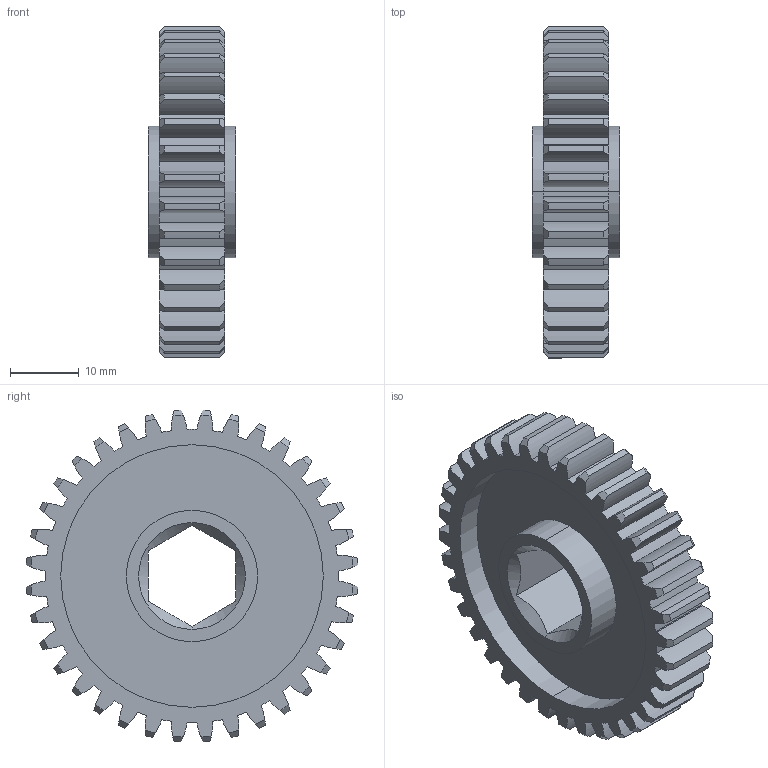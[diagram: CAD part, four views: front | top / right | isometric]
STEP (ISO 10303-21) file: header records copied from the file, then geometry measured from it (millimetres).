
FILE_DESCRIPTION (( 'STEP AP203' ), '1' );
FILE_NAME ('am-3816 36T 20DP 500hex 375 FW.STEP', '2022-06-22T19:47:28', ( '' ), ( '' ), 'SwSTEP 2.0', 'SolidWorks 2021', '' );
FILE_SCHEMA (( 'CONFIG_CONTROL_DESIGN' ));
Length unit declared in the file: inch
Products named in the file (1): am-3816 36T 20DP 500hex 375 FW
Bounding box: 12.7 x 48.15 x 48.15 mm (x, y, z)
Volume: 8400.2 mm3; surface area: 7664.3 mm2
Topology: 1 solids, 1 shells, 245 faces, 713 edges, 474 vertices
Faces by surface type: cylinder 157, cone 76, plane 12
Entity records: 8648 total; most frequent: CARTESIAN_POINT 2005, DIRECTION 1439, ORIENTED_EDGE 1426, EDGE_CURVE 713, AXIS2_PLACEMENT_3D 636, VERTEX_POINT 474, CIRCLE 390, EDGE_LOOP 251
